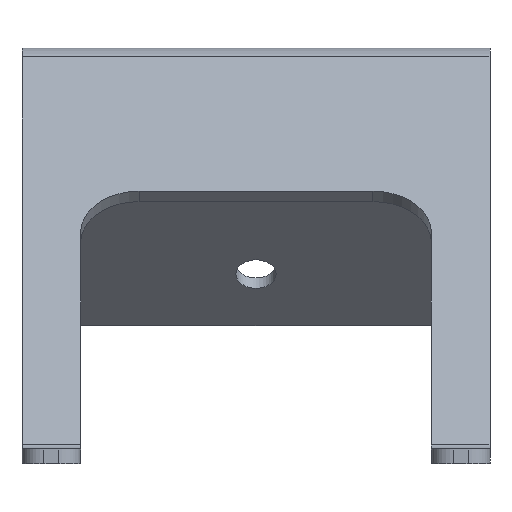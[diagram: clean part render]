
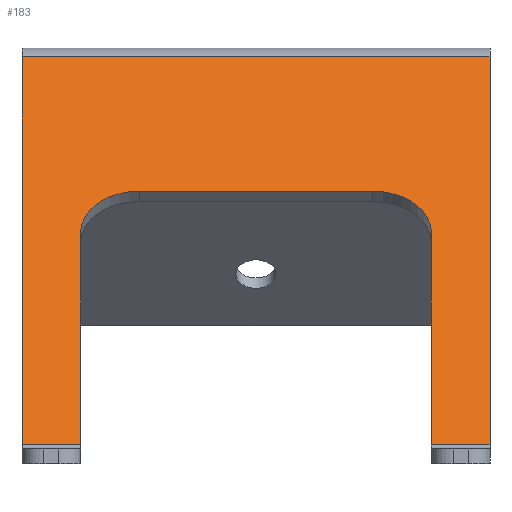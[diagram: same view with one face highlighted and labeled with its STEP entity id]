
A CAD part, left-side view. The second image highlights one B-rep face of the part: STEP entity #183.
In plain terms, the highlighted planar face has unit normal (-0.707, 0, 0.707).
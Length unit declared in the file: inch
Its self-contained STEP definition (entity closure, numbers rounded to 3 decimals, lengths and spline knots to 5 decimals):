
#6 = CARTESIAN_POINT ( 'NONE',  ( -2.79408, -2.47244, -2.64141 ) ) ;
#58 = DIRECTION ( 'NONE',  ( -0.707, 0., -0.707 ) ) ;
#66 = EDGE_CURVE ( 'NONE', #968, #518, #422, .T. ) ;
#90 = LINE ( 'NONE', #339, #640 ) ;
#111 = EDGE_LOOP ( 'NONE', ( #717, #507, #1029, #907, #213, #112, #878, #1053, #397, #162 ) ) ;
#112 = ORIENTED_EDGE ( 'NONE', *, *, #66, .F. ) ;
#113 = VECTOR ( 'NONE', #133, 39.37008 ) ;
#114 = CARTESIAN_POINT ( 'NONE',  ( -2.79408, -2.47244, -2.64141 ) ) ;
#121 = FACE_OUTER_BOUND ( 'NONE', #111, .T. ) ;
#133 = DIRECTION ( 'NONE',  ( -0.707, 0., -0.707 ) ) ;
#146 = DIRECTION ( 'NONE',  ( 0.707, 0., 0.707 ) ) ;
#148 = EDGE_CURVE ( 'NONE', #1066, #956, #1055, .T. ) ;
#159 = CARTESIAN_POINT ( 'NONE',  ( -0.70616, -2.47244, -0.5535 ) ) ;
#161 = VECTOR ( 'NONE', #593, 39.37008 ) ;
#162 = ORIENTED_EDGE ( 'NONE', *, *, #774, .F. ) ;
#174 = CARTESIAN_POINT ( 'NONE',  ( -0.70616, -2.47244, -0.5535 ) ) ;
#175 = VECTOR ( 'NONE', #58, 39.37008 ) ;
#183 = ADVANCED_FACE ( 'NONE', ( #121 ), #353, .F. ) ;
#213 = ORIENTED_EDGE ( 'NONE', *, *, #935, .F. ) ;
#320 = CARTESIAN_POINT ( 'NONE',  ( -0.70616, -0.26772, -0.5535 ) ) ;
#331 = LINE ( 'NONE', #499, #469 ) ;
#339 = CARTESIAN_POINT ( 'NONE',  ( -2.79408, -2.47244, -2.64141 ) ) ;
#348 = DIRECTION ( 'NONE',  ( -0.707, 0., -0.707 ) ) ;
#353 = PLANE ( 'NONE',  #729 ) ;
#367 = CARTESIAN_POINT ( 'NONE',  ( -1.42999, -0.58268, -1.27732 ) ) ;
#387 = VERTEX_POINT ( 'NONE', #671 ) ;
#391 = LINE ( 'NONE', #546, #403 ) ;
#397 = ORIENTED_EDGE ( 'NONE', *, *, #1088, .F. ) ;
#402 = EDGE_CURVE ( 'NONE', #387, #1066, #331, .T. ) ;
#403 = VECTOR ( 'NONE', #733, 39.37008 ) ;
#404 = DIRECTION ( 'NONE',  ( -0.707, 0., 0.707 ) ) ;
#412 = VECTOR ( 'NONE', #676, 39.37008 ) ;
#422 = LINE ( 'NONE', #817, #175 ) ;
#423 = CARTESIAN_POINT ( 'NONE',  ( -2.79408, -0.26772, -2.64141 ) ) ;
#448 = AXIS2_PLACEMENT_3D ( 'NONE', #1015, #532, #848 ) ;
#455 = DIRECTION ( 'NONE',  ( 0., 1., 0. ) ) ;
#469 = VECTOR ( 'NONE', #586, 39.37008 ) ;
#475 = CARTESIAN_POINT ( 'NONE',  ( -1.6527, -1.84252, -1.50003 ) ) ;
#496 = EDGE_CURVE ( 'NONE', #1077, #799, #760, .T. ) ;
#497 = CARTESIAN_POINT ( 'NONE',  ( -1.6527, -0.26772, -1.50003 ) ) ;
#499 = CARTESIAN_POINT ( 'NONE',  ( -1.42999, -2.47244, -1.27732 ) ) ;
#507 = ORIENTED_EDGE ( 'NONE', *, *, #402, .F. ) ;
#518 = VERTEX_POINT ( 'NONE', #6 ) ;
#532 = DIRECTION ( 'NONE',  ( -0.707, 0., 0.707 ) ) ;
#542 = AXIS2_PLACEMENT_3D ( 'NONE', #475, #404, #146 ) ;
#546 = CARTESIAN_POINT ( 'NONE',  ( -0.70616, 0.04724, -0.5535 ) ) ;
#586 = DIRECTION ( 'NONE',  ( 0., 1., 0. ) ) ;
#593 = DIRECTION ( 'NONE',  ( 0., -1., 0. ) ) ;
#619 = LINE ( 'NONE', #114, #814 ) ;
#640 = VECTOR ( 'NONE', #825, 39.37008 ) ;
#671 = CARTESIAN_POINT ( 'NONE',  ( -1.42999, -1.84252, -1.27732 ) ) ;
#676 = DIRECTION ( 'NONE',  ( 0.707, 0., 0.707 ) ) ;
#690 = CARTESIAN_POINT ( 'NONE',  ( -2.79408, -2.15748, -2.64141 ) ) ;
#700 = EDGE_CURVE ( 'NONE', #799, #387, #769, .T. ) ;
#717 = ORIENTED_EDGE ( 'NONE', *, *, #148, .F. ) ;
#721 = EDGE_CURVE ( 'NONE', #993, #945, #391, .T. ) ;
#729 = AXIS2_PLACEMENT_3D ( 'NONE', #864, #1095, #348 ) ;
#733 = DIRECTION ( 'NONE',  ( 0.707, 0., 0.707 ) ) ;
#739 = CARTESIAN_POINT ( 'NONE',  ( -1.6527, -2.15748, -1.50003 ) ) ;
#755 = CARTESIAN_POINT ( 'NONE',  ( -0.70616, -2.15748, -0.5535 ) ) ;
#759 = CARTESIAN_POINT ( 'NONE',  ( -2.79408, 0.04724, -2.64141 ) ) ;
#760 = LINE ( 'NONE', #755, #412 ) ;
#769 = CIRCLE ( 'NONE', #542, 0.31496 ) ;
#774 = EDGE_CURVE ( 'NONE', #956, #980, #883, .T. ) ;
#799 = VERTEX_POINT ( 'NONE', #739 ) ;
#814 = VECTOR ( 'NONE', #455, 39.37008 ) ;
#817 = CARTESIAN_POINT ( 'NONE',  ( -0.70616, -2.47244, -0.5535 ) ) ;
#825 = DIRECTION ( 'NONE',  ( 0., 1., 0. ) ) ;
#848 = DIRECTION ( 'NONE',  ( 0.707, 0., 0.707 ) ) ;
#864 = CARTESIAN_POINT ( 'NONE',  ( -0.70616, -2.47244, -0.5535 ) ) ;
#878 = ORIENTED_EDGE ( 'NONE', *, *, #936, .F. ) ;
#883 = LINE ( 'NONE', #320, #113 ) ;
#907 = ORIENTED_EDGE ( 'NONE', *, *, #496, .F. ) ;
#909 = LINE ( 'NONE', #159, #161 ) ;
#927 = CARTESIAN_POINT ( 'NONE',  ( -0.70616, 0.04724, -0.5535 ) ) ;
#935 = EDGE_CURVE ( 'NONE', #518, #1077, #90, .T. ) ;
#936 = EDGE_CURVE ( 'NONE', #945, #968, #909, .T. ) ;
#945 = VERTEX_POINT ( 'NONE', #927 ) ;
#956 = VERTEX_POINT ( 'NONE', #497 ) ;
#968 = VERTEX_POINT ( 'NONE', #174 ) ;
#980 = VERTEX_POINT ( 'NONE', #423 ) ;
#993 = VERTEX_POINT ( 'NONE', #759 ) ;
#1015 = CARTESIAN_POINT ( 'NONE',  ( -1.6527, -0.58268, -1.50003 ) ) ;
#1029 = ORIENTED_EDGE ( 'NONE', *, *, #700, .F. ) ;
#1053 = ORIENTED_EDGE ( 'NONE', *, *, #721, .F. ) ;
#1055 = CIRCLE ( 'NONE', #448, 0.31496 ) ;
#1066 = VERTEX_POINT ( 'NONE', #367 ) ;
#1077 = VERTEX_POINT ( 'NONE', #690 ) ;
#1088 = EDGE_CURVE ( 'NONE', #980, #993, #619, .T. ) ;
#1095 = DIRECTION ( 'NONE',  ( 0.707, 0., -0.707 ) ) ;
